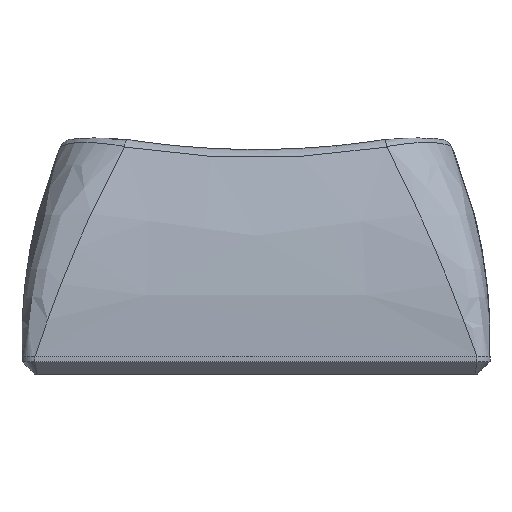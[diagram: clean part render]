
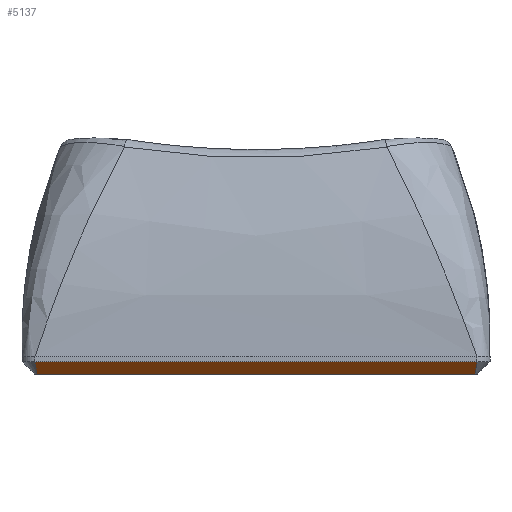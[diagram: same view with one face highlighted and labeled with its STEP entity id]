
A CAD part, front view. The second image highlights one B-rep face of the part: STEP entity #5137.
In plain terms, the highlighted planar face has unit normal (0, -0.707, -0.707).
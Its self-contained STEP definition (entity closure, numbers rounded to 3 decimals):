
#720 = PLANE('',#721);
#721 = AXIS2_PLACEMENT_3D('',#722,#723,#724);
#722 = CARTESIAN_POINT('',(-8.5,-9.,0.672));
#723 = DIRECTION('',(0.,-1.,0.));
#724 = DIRECTION('',(1.,0.,0.));
#1973 = VERTEX_POINT('',#1974);
#1974 = CARTESIAN_POINT('',(-8.5,-9.,0.48));
#2000 = EDGE_CURVE('',#1973,#2001,#2003,.T.);
#2001 = VERTEX_POINT('',#2002);
#2002 = CARTESIAN_POINT('',(8.5,-9.,0.48));
#2003 = SURFACE_CURVE('',#2004,(#2008,#2015),.PCURVE_S1.);
#2004 = LINE('',#2005,#2006);
#2005 = CARTESIAN_POINT('',(-8.5,-9.,0.48));
#2006 = VECTOR('',#2007,1.);
#2007 = DIRECTION('',(1.,0.,0.));
#2008 = PCURVE('',#720,#2009);
#2009 = DEFINITIONAL_REPRESENTATION('',(#2010),#2014);
#2010 = LINE('',#2011,#2012);
#2011 = CARTESIAN_POINT('',(0.,-0.192));
#2012 = VECTOR('',#2013,1.);
#2013 = DIRECTION('',(1.,0.));
#2014 = ( GEOMETRIC_REPRESENTATION_CONTEXT(2) 
PARAMETRIC_REPRESENTATION_CONTEXT() REPRESENTATION_CONTEXT('2D SPACE',''
  ) );
#2015 = PCURVE('',#2016,#2021);
#2016 = PLANE('',#2017);
#2017 = AXIS2_PLACEMENT_3D('',#2018,#2019,#2020);
#2018 = CARTESIAN_POINT('',(-8.5,-8.76,0.24));
#2019 = DIRECTION('',(0.,0.707,0.707)
  );
#2020 = DIRECTION('',(1.,0.,0.));
#2021 = DEFINITIONAL_REPRESENTATION('',(#2022),#2026);
#2022 = LINE('',#2023,#2024);
#2023 = CARTESIAN_POINT('',(0.,-0.339));
#2024 = VECTOR('',#2025,1.);
#2025 = DIRECTION('',(1.,0.));
#2026 = ( GEOMETRIC_REPRESENTATION_CONTEXT(2) 
PARAMETRIC_REPRESENTATION_CONTEXT() REPRESENTATION_CONTEXT('2D SPACE',''
  ) );
#3188 = CONICAL_SURFACE('',#3189,0.7,0.785);
#3189 = AXIS2_PLACEMENT_3D('',#3190,#3191,#3192);
#3190 = CARTESIAN_POINT('',(8.323,-8.323,0.48));
#3191 = DIRECTION('',(-0.,-0.,1.));
#3192 = DIRECTION('',(0.967,-0.253,0.));
#5137 = ADVANCED_FACE('',(#5138),#2016,.F.);
#5138 = FACE_BOUND('',#5139,.F.);
#5139 = EDGE_LOOP('',(#5140,#5175,#5176,#5206));
#5140 = ORIENTED_EDGE('',*,*,#5141,.F.);
#5141 = EDGE_CURVE('',#1973,#5142,#5144,.T.);
#5142 = VERTEX_POINT('',#5143);
#5143 = CARTESIAN_POINT('',(-8.42,-8.52,0.));
#5144 = SURFACE_CURVE('',#5145,(#5150,#5157),.PCURVE_S1.);
#5145 = PARABOLA('',#5146,0.008);
#5146 = AXIS2_PLACEMENT_3D('',#5147,#5148,#5149);
#5147 = CARTESIAN_POINT('',(-8.323,-8.311,
    -0.209));
#5148 = DIRECTION('',(0.,0.707,0.707)
  );
#5149 = DIRECTION('',(0.,-0.707,0.707)
  );
#5150 = PCURVE('',#2016,#5151);
#5151 = DEFINITIONAL_REPRESENTATION('',(#5152),#5156);
#5152 = B_SPLINE_CURVE_WITH_KNOTS('',2,(#5153,#5154,#5155),
  .UNSPECIFIED.,.F.,.F.,(3,3),(-0.177,-0.098),
  .PIECEWISE_BEZIER_KNOTS.);
#5153 = CARTESIAN_POINT('',(0.,-0.339));
#5154 = CARTESIAN_POINT('',(0.04,0.098));
#5155 = CARTESIAN_POINT('',(0.08,0.339));
#5156 = ( GEOMETRIC_REPRESENTATION_CONTEXT(2) 
PARAMETRIC_REPRESENTATION_CONTEXT() REPRESENTATION_CONTEXT('2D SPACE',''
  ) );
#5157 = PCURVE('',#5158,#5163);
#5158 = CONICAL_SURFACE('',#5159,0.7,0.785);
#5159 = AXIS2_PLACEMENT_3D('',#5160,#5161,#5162);
#5160 = CARTESIAN_POINT('',(-8.323,-8.323,0.48));
#5161 = DIRECTION('',(-0.,-0.,1.));
#5162 = DIRECTION('',(-0.253,-0.967,-0.));
#5163 = DEFINITIONAL_REPRESENTATION('',(#5164),#5174);
#5164 = B_SPLINE_CURVE_WITH_KNOTS('',8,(#5165,#5166,#5167,#5168,#5169,
    #5170,#5171,#5172,#5173),.UNSPECIFIED.,.F.,.F.,(9,9),(
    -0.177,-0.098),.PIECEWISE_BEZIER_KNOTS.);
#5165 = CARTESIAN_POINT('',(0.,0.));
#5166 = CARTESIAN_POINT('',(-0.014,-0.077));
#5167 = CARTESIAN_POINT('',(-0.03,-0.15));
#5168 = CARTESIAN_POINT('',(-0.048,-0.217));
#5169 = CARTESIAN_POINT('',(-0.069,-0.28));
#5170 = CARTESIAN_POINT('',(-0.094,-0.337));
#5171 = CARTESIAN_POINT('',(-0.123,-0.39));
#5172 = CARTESIAN_POINT('',(-0.158,-0.437));
#5173 = CARTESIAN_POINT('',(-0.203,-0.48));
#5174 = ( GEOMETRIC_REPRESENTATION_CONTEXT(2) 
PARAMETRIC_REPRESENTATION_CONTEXT() REPRESENTATION_CONTEXT('2D SPACE',''
  ) );
#5175 = ORIENTED_EDGE('',*,*,#2000,.T.);
#5176 = ORIENTED_EDGE('',*,*,#5177,.T.);
#5177 = EDGE_CURVE('',#2001,#5178,#5180,.T.);
#5178 = VERTEX_POINT('',#5179);
#5179 = CARTESIAN_POINT('',(8.42,-8.52,0.));
#5180 = SURFACE_CURVE('',#5181,(#5186,#5193),.PCURVE_S1.);
#5181 = PARABOLA('',#5182,0.008);
#5182 = AXIS2_PLACEMENT_3D('',#5183,#5184,#5185);
#5183 = CARTESIAN_POINT('',(8.323,-8.311,
    -0.209));
#5184 = DIRECTION('',(0.,-0.707,-0.707
    ));
#5185 = DIRECTION('',(0.,-0.707,0.707)
  );
#5186 = PCURVE('',#2016,#5187);
#5187 = DEFINITIONAL_REPRESENTATION('',(#5188),#5192);
#5188 = B_SPLINE_CURVE_WITH_KNOTS('',2,(#5189,#5190,#5191),
  .UNSPECIFIED.,.F.,.F.,(3,3),(-0.177,-0.098),
  .PIECEWISE_BEZIER_KNOTS.);
#5189 = CARTESIAN_POINT('',(17.,-0.339));
#5190 = CARTESIAN_POINT('',(16.96,0.098));
#5191 = CARTESIAN_POINT('',(16.92,0.339));
#5192 = ( GEOMETRIC_REPRESENTATION_CONTEXT(2) 
PARAMETRIC_REPRESENTATION_CONTEXT() REPRESENTATION_CONTEXT('2D SPACE',''
  ) );
#5193 = PCURVE('',#3188,#5194);
#5194 = DEFINITIONAL_REPRESENTATION('',(#5195),#5205);
#5195 = B_SPLINE_CURVE_WITH_KNOTS('',8,(#5196,#5197,#5198,#5199,#5200,
    #5201,#5202,#5203,#5204),.UNSPECIFIED.,.F.,.F.,(9,9),(
    -0.177,-0.098),.PIECEWISE_BEZIER_KNOTS.);
#5196 = CARTESIAN_POINT('',(-1.059,0.));
#5197 = CARTESIAN_POINT('',(-1.045,-0.077));
#5198 = CARTESIAN_POINT('',(-1.029,-0.15));
#5199 = CARTESIAN_POINT('',(-1.01,-0.217));
#5200 = CARTESIAN_POINT('',(-0.99,-0.28));
#5201 = CARTESIAN_POINT('',(-0.965,-0.337));
#5202 = CARTESIAN_POINT('',(-0.936,-0.39));
#5203 = CARTESIAN_POINT('',(-0.901,-0.437));
#5204 = CARTESIAN_POINT('',(-0.856,-0.48));
#5205 = ( GEOMETRIC_REPRESENTATION_CONTEXT(2) 
PARAMETRIC_REPRESENTATION_CONTEXT() REPRESENTATION_CONTEXT('2D SPACE',''
  ) );
#5206 = ORIENTED_EDGE('',*,*,#5207,.F.);
#5207 = EDGE_CURVE('',#5142,#5178,#5208,.T.);
#5208 = SURFACE_CURVE('',#5209,(#5213,#5220),.PCURVE_S1.);
#5209 = LINE('',#5210,#5211);
#5210 = CARTESIAN_POINT('',(-8.5,-8.52,0.));
#5211 = VECTOR('',#5212,1.);
#5212 = DIRECTION('',(1.,0.,0.));
#5213 = PCURVE('',#2016,#5214);
#5214 = DEFINITIONAL_REPRESENTATION('',(#5215),#5219);
#5215 = LINE('',#5216,#5217);
#5216 = CARTESIAN_POINT('',(0.,0.339));
#5217 = VECTOR('',#5218,1.);
#5218 = DIRECTION('',(1.,0.));
#5219 = ( GEOMETRIC_REPRESENTATION_CONTEXT(2) 
PARAMETRIC_REPRESENTATION_CONTEXT() REPRESENTATION_CONTEXT('2D SPACE',''
  ) );
#5220 = PCURVE('',#5221,#5226);
#5221 = PLANE('',#5222);
#5222 = AXIS2_PLACEMENT_3D('',#5223,#5224,#5225);
#5223 = CARTESIAN_POINT('',(8.5,9.,0.));
#5224 = DIRECTION('',(0.,0.,-1.));
#5225 = DIRECTION('',(-1.,0.,0.));
#5226 = DEFINITIONAL_REPRESENTATION('',(#5227),#5231);
#5227 = LINE('',#5228,#5229);
#5228 = CARTESIAN_POINT('',(17.,-17.52));
#5229 = VECTOR('',#5230,1.);
#5230 = DIRECTION('',(-1.,0.));
#5231 = ( GEOMETRIC_REPRESENTATION_CONTEXT(2) 
PARAMETRIC_REPRESENTATION_CONTEXT() REPRESENTATION_CONTEXT('2D SPACE',''
  ) );
